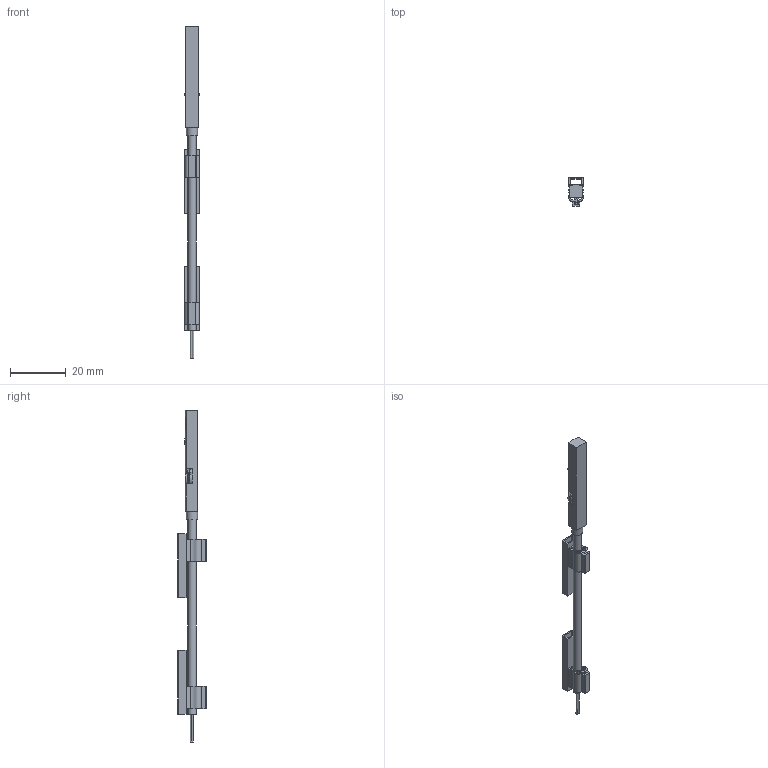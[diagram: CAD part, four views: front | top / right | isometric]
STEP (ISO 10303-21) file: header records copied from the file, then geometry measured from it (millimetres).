
FILE_DESCRIPTION(/* description */ ('STEP AP214'),/* implementation_level */ '2;1');
FILE_NAME(/* name */ '546799_SME-8M-DO-24V-K-75-OE',/* time_stamp */ '2024-09-15T08:14:53+02:00',/* author */ ('License CC BY-ND 4.0'),/* organization */ ('CADENAS'),/* preprocessor_version */ 'ST-DEVELOPER v19.3',/* originating_system */ 'PARTsolutions',/* authorisation */ ' ');
FILE_SCHEMA (('AUTOMOTIVE_DESIGN {1 0 10303 214 3 1 1}'));
Length unit declared in the file: millimetre
Products named in the file (3): 546799 SME-8M-DO-24V-K-7,5-OE; 546799 SME-8M-DO-24V-K-7,5-OE---(P); 1247168 ASCF-M-23-S DM 2.1-3.4
Assembly tree (3 placements, depth 2):
  546799 SME-8M-DO-24V-K-7,5-OE
    546799 SME-8M-DO-24V-K-7,5-OE---(P)
    1247168 ASCF-M-23-S DM 2.1-3.4  x2
Bounding box: 5.4 x 10.3 x 119.5 mm (x, y, z)
Volume: 1884.7 mm3; surface area: 3807.1 mm2
Topology: 3 solids, 3 shells, 227 faces, 606 edges, 403 vertices
Faces by surface type: plane 147, cylinder 79, cone 1
Full cylindrical faces by diameter (mm): 0.6 x3, 2.9 x1, 3.4 x1, 4 x2, 4.5 x1
Entity records: 5297 total; most frequent: CARTESIAN_POINT 819, DIRECTION 816, ORIENTED_EDGE 780, EDGE_CURVE 390, LINE 274, VECTOR 274, AXIS2_PLACEMENT_3D 271, VERTEX_POINT 264
